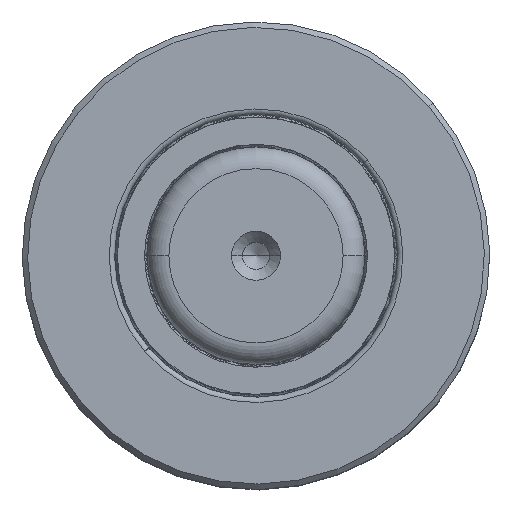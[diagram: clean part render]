
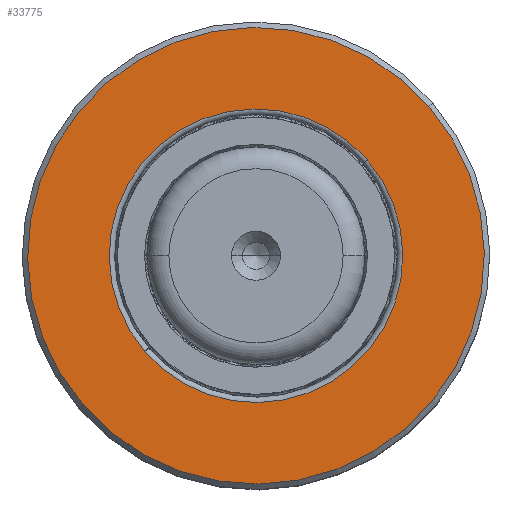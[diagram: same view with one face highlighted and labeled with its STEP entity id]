
A CAD part, top view. The second image highlights one B-rep face of the part: STEP entity #33775.
In plain terms, the highlighted face is planar.
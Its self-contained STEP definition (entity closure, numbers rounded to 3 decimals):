
#725 = PLANE ( 'NONE',  #28682 ) ;
#835 = VERTEX_POINT ( 'NONE', #32882 ) ;
#1318 = DIRECTION ( 'NONE',  ( 0., -1., 0. ) ) ;
#2638 = ORIENTED_EDGE ( 'NONE', *, *, #36088, .T. ) ;
#2999 = CIRCLE ( 'NONE', #26907, 13.5 ) ;
#5270 = DIRECTION ( 'NONE',  ( 0., -1., 0. ) ) ;
#5472 = VERTEX_POINT ( 'NONE', #34970 ) ;
#5936 = EDGE_CURVE ( 'NONE', #36267, #5472, #32474, .T. ) ;
#7521 = DIRECTION ( 'NONE',  ( 0., 0., -1. ) ) ;
#7888 = CIRCLE ( 'NONE', #16925, 21. ) ;
#10298 = CARTESIAN_POINT ( 'NONE',  ( 0., 15.687, 0. ) ) ;
#10310 = VERTEX_POINT ( 'NONE', #19416 ) ;
#11014 = DIRECTION ( 'NONE',  ( 0., 0., -1. ) ) ;
#11421 = AXIS2_PLACEMENT_3D ( 'NONE', #10298, #1318, #12942 ) ;
#12942 = DIRECTION ( 'NONE',  ( 0., 0., -1. ) ) ;
#14406 = CIRCLE ( 'NONE', #11421, 13.5 ) ;
#16925 = AXIS2_PLACEMENT_3D ( 'NONE', #30884, #24900, #7521 ) ;
#17146 = FACE_OUTER_BOUND ( 'NONE', #21728, .T. ) ;
#17805 = DIRECTION ( 'NONE',  ( 0., 1., 0. ) ) ;
#17926 = CARTESIAN_POINT ( 'NONE',  ( 21., 15.687, 0. ) ) ;
#18881 = EDGE_CURVE ( 'NONE', #10310, #835, #2999, .T. ) ;
#19387 = CARTESIAN_POINT ( 'NONE',  ( 0., 15.687, 0. ) ) ;
#19416 = CARTESIAN_POINT ( 'NONE',  ( 0., 15.687, 13.5 ) ) ;
#19631 = DIRECTION ( 'NONE',  ( 0., 0., -1. ) ) ;
#20737 = DIRECTION ( 'NONE',  ( 0., 0., 1. ) ) ;
#21647 = EDGE_CURVE ( 'NONE', #5472, #36267, #7888, .T. ) ;
#21728 = EDGE_LOOP ( 'NONE', ( #36665, #29885 ) ) ;
#22569 = DIRECTION ( 'NONE',  ( 0., -1., 0. ) ) ;
#24900 = DIRECTION ( 'NONE',  ( 0., -1., 0. ) ) ;
#26731 = FACE_BOUND ( 'NONE', #33722, .T. ) ;
#26907 = AXIS2_PLACEMENT_3D ( 'NONE', #28934, #22569, #11014 ) ;
#27168 = ORIENTED_EDGE ( 'NONE', *, *, #18881, .T. ) ;
#28682 = AXIS2_PLACEMENT_3D ( 'NONE', #17926, #17805, #20737 ) ;
#28934 = CARTESIAN_POINT ( 'NONE',  ( 0., 15.687, 0. ) ) ;
#29885 = ORIENTED_EDGE ( 'NONE', *, *, #21647, .F. ) ;
#30884 = CARTESIAN_POINT ( 'NONE',  ( 0., 15.687, 0. ) ) ;
#31736 = CARTESIAN_POINT ( 'NONE',  ( 0., 15.687, -21. ) ) ;
#32474 = CIRCLE ( 'NONE', #33079, 21. ) ;
#32882 = CARTESIAN_POINT ( 'NONE',  ( 0., 15.687, -13.5 ) ) ;
#33079 = AXIS2_PLACEMENT_3D ( 'NONE', #19387, #5270, #19631 ) ;
#33722 = EDGE_LOOP ( 'NONE', ( #2638, #27168 ) ) ;
#33775 = ADVANCED_FACE ( 'NONE', ( #26731, #17146 ), #725, .T. ) ;
#34970 = CARTESIAN_POINT ( 'NONE',  ( 0., 15.687, 21. ) ) ;
#36088 = EDGE_CURVE ( 'NONE', #835, #10310, #14406, .T. ) ;
#36267 = VERTEX_POINT ( 'NONE', #31736 ) ;
#36665 = ORIENTED_EDGE ( 'NONE', *, *, #5936, .F. ) ;
